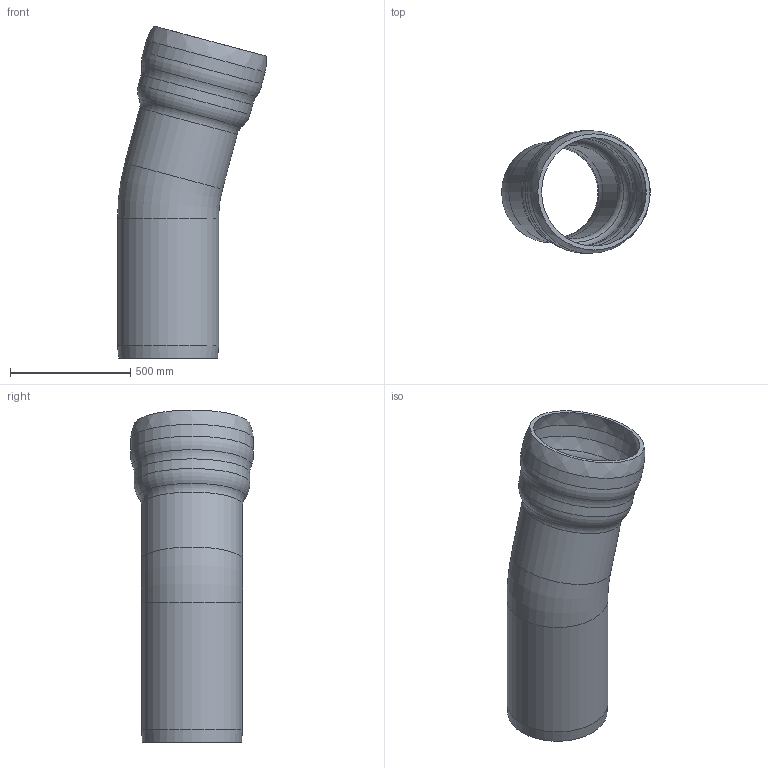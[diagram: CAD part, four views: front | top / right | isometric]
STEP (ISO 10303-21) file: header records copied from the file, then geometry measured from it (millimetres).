
FILE_DESCRIPTION(/* description */ (''),/* implementation_level */ '2;1');
FILE_NAME(/* name */ '00340.040X_3D.stp',/* time_stamp */ '2024-12-11T12:55:04+01:00',/* author */ ('CAD'),/* organization */ (''),/* preprocessor_version */ 'ST-DEVELOPER v20',/* originating_system */ 'AutoCAD Mechanical',/* authorisation */ '');
FILE_SCHEMA (('AUTOMOTIVE_DESIGN { 1 0 10303 214 3 1 1 }'));
Length unit declared in the file: centimetre
Products named in the file (1): Product
Bounding box: 618.14 x 510.98 x 1379.75 mm (x, y, z)
Volume: 26928207.5 mm3; surface area: 3629678.1 mm2
Topology: 1 solids, 1 shells, 28 faces, 70 edges, 42 vertices
Faces by surface type: torus 9, plane 6, cylinder 6, cone 4, bspline 3
Full cylindrical faces by diameter (mm): 390 x2, 420 x2, 450 x1, 480 x1
Entity records: 951 total; most frequent: CARTESIAN_POINT 219, DIRECTION 174, ORIENTED_EDGE 140, AXIS2_PLACEMENT_3D 78, EDGE_CURVE 70, CIRCLE 52, VERTEX_POINT 42, EDGE_LOOP 30
